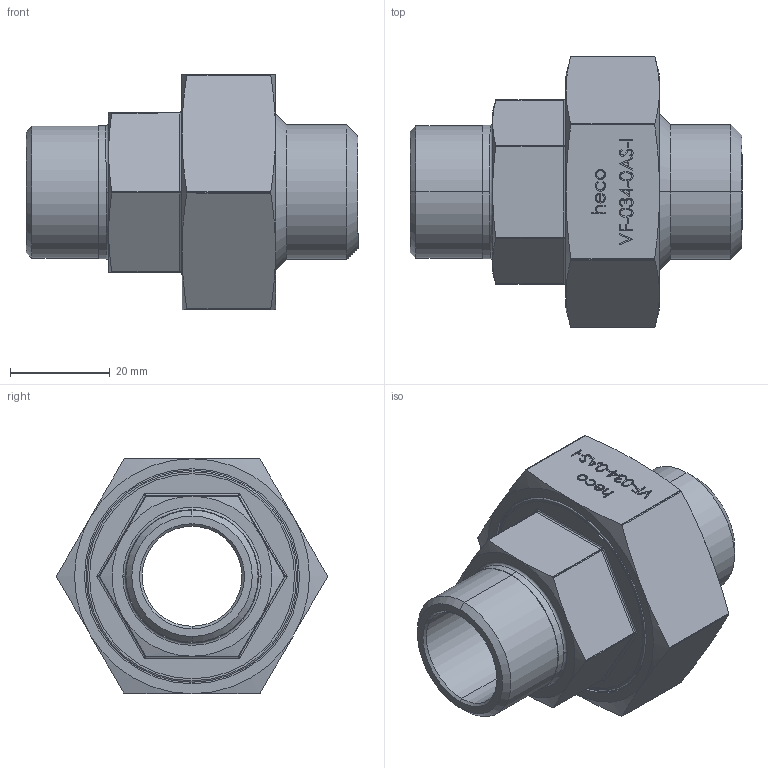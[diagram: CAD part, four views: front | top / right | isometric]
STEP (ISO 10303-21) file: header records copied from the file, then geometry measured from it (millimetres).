
FILE_DESCRIPTION (( 'STEP AP214' ), '1' );
FILE_NAME ('heco_VF-034-0AS-I.STEP', '2016-09-21T12:54:31', ( '' ), ( '' ), 'SwSTEP 2.0', 'SolidWorks 2016', '' );
FILE_SCHEMA (( 'AUTOMOTIVE_DESIGN' ));
Length unit declared in the file: millimetre
Products named in the file (1): heco_VF-034-0AS-I
Bounding box: 66.4 x 54.18 x 47.1 mm (x, y, z)
Volume: 38172.2 mm3; surface area: 15381.4 mm2
Topology: 1 solids, 1 shells, 301 faces, 757 edges, 482 vertices
Faces by surface type: plane 119, bspline 88, cylinder 54, cone 36, torus 4
Entity records: 15384 total; most frequent: CARTESIAN_POINT 7043, ORIENTED_EDGE 1502, DIRECTION 989, EDGE_CURVE 751, VERTEX_POINT 482, VECTOR 397, LINE 397, EDGE_LOOP 333
